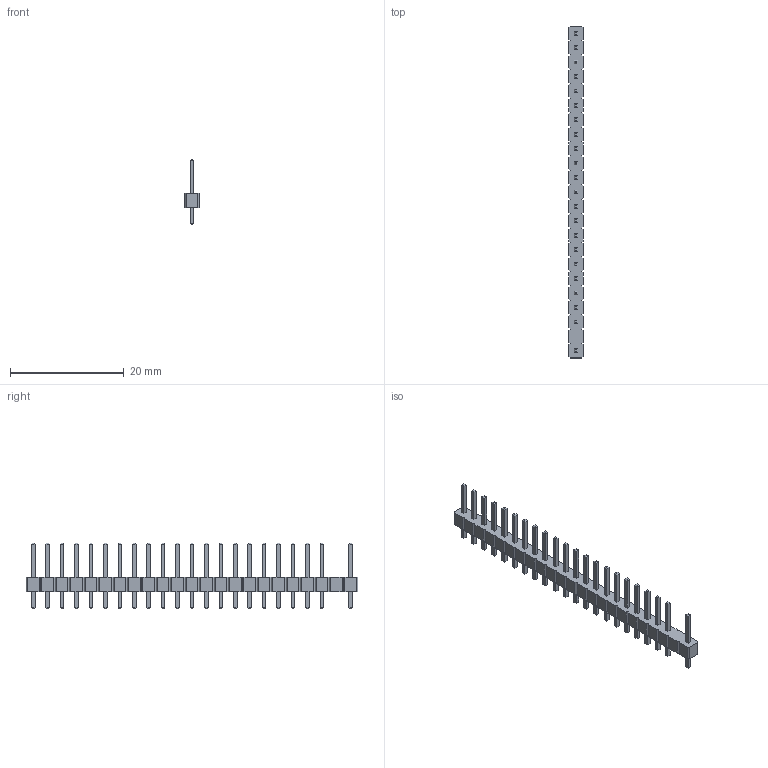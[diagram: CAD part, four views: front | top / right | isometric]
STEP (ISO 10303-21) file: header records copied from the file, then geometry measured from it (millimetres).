
FILE_DESCRIPTION(/* description */ (''),/* implementation_level */ '2;1');
FILE_NAME(/* name */ 'PinHeader_1x23_P2.54mm_Vertical.step',/* time_stamp */ '2023-08-19T21:10:21+02:00',/* author */ (''),/* organization */ (''),/* preprocessor_version */ 'ST-DEVELOPER v20',/* originating_system */ 'Autodesk Translation Framework v12.9.0.99',/* authorisation */ '');
FILE_SCHEMA (('AUTOMOTIVE_DESIGN { 1 0 10303 214 3 1 1 }'));
Length unit declared in the file: millimetre
Products named in the file (1): PinHeader_1x23_P2.54mm_Vertical
Bounding box: 2.54 x 58.42 x 11.54 mm (x, y, z)
Volume: 449.3 mm3; surface area: 1117 mm2
Topology: 1 solids, 1 shells, 538 faces, 1300 edges, 808 vertices
Faces by surface type: plane 538
Entity records: 15701 total; most frequent: CARTESIAN_POINT 2647, ORIENTED_EDGE 2600, DIRECTION 2378, LINE 1300, VECTOR 1300, EDGE_CURVE 1300, VERTEX_POINT 808, EDGE_LOOP 582
